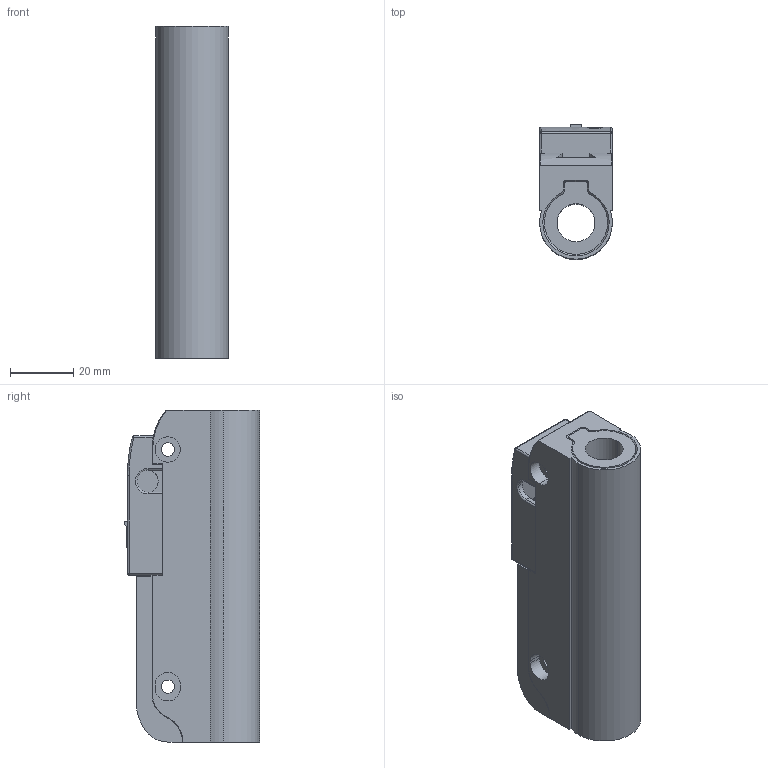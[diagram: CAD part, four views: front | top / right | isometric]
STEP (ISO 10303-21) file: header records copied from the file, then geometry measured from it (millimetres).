
FILE_DESCRIPTION (( 'STEP AP214' ), '1' );
FILE_NAME ('PS02-23Sx80-K-r.STEP', '2010-12-13T14:48:08', ( '' ), ( '' ), 'SwSTEP 2.0', 'SolidWorks 2010', '' );
FILE_SCHEMA (( 'AUTOMOTIVE_DESIGN' ));
Length unit declared in the file: millimetre
Products named in the file (1): PS02-23Sx80-K-r
Bounding box: 23 x 42.7 x 105 mm (x, y, z)
Volume: 70988.5 mm3; surface area: 23977.7 mm2
Topology: 1 solids, 22 shells, 870 faces, 2324 edges, 1524 vertices
Faces by surface type: plane 677, cylinder 159, cone 20, bspline 9, sphere 4, torus 1
Entity records: 36663 total; most frequent: CARTESIAN_POINT 5093, ORIENTED_EDGE 4640, DIRECTION 4305, EDGE_CURVE 2320, VECTOR 1925, LINE 1925, VERTEX_POINT 1524, AXIS2_PLACEMENT_3D 1190
